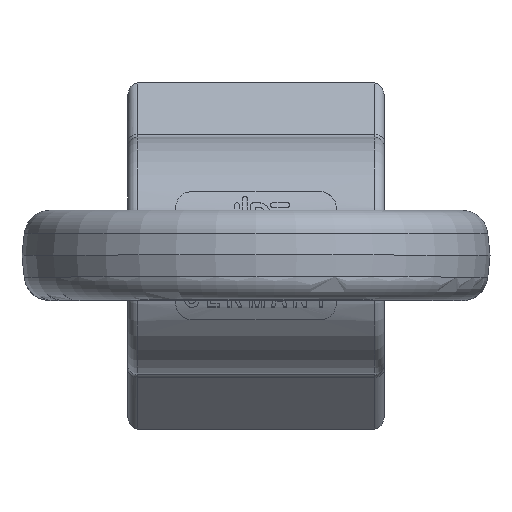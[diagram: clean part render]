
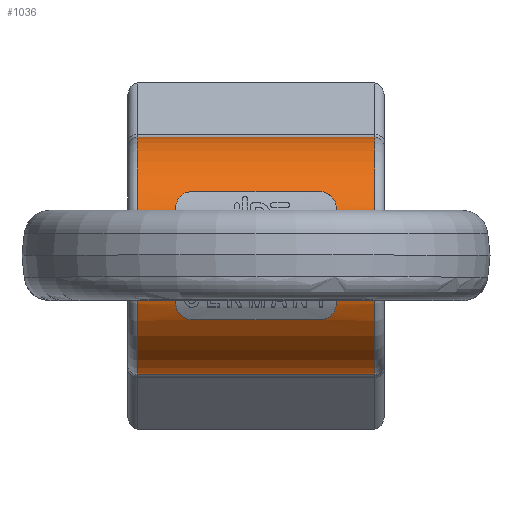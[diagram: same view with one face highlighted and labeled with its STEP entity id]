
A CAD part, top view. The second image highlights one B-rep face of the part: STEP entity #1036.
In plain terms, the highlighted cylindrical face has radius 37 mm (diameter 74 mm), a partial arc.
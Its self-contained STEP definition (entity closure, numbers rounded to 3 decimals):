
#1036=ADVANCED_FACE('',(#2151,#2152),#1527,.T.);
#1527=CYLINDRICAL_SURFACE('',#8636,37.);
#1615=B_SPLINE_CURVE_WITH_KNOTS('',3,(#11107,#11108,#11109,#11110,#11111,
#11112),.UNSPECIFIED.,.F.,.F.,(4,2,4),(0.,0.5,1.),.UNSPECIFIED.);
#1616=B_SPLINE_CURVE_WITH_KNOTS('',3,(#11117,#11118,#11119,#11120,#11121,
#11122),.UNSPECIFIED.,.F.,.F.,(4,2,4),(0.,0.5,1.),.UNSPECIFIED.);
#1617=B_SPLINE_CURVE_WITH_KNOTS('',3,(#11126,#11127,#11128,#11129,#11130,
#11131),.UNSPECIFIED.,.F.,.F.,(4,2,4),(0.,0.5,1.),.UNSPECIFIED.);
#1618=B_SPLINE_CURVE_WITH_KNOTS('',3,(#11135,#11136,#11137,#11138,#11139,
#11140),.UNSPECIFIED.,.F.,.F.,(4,2,4),(0.,0.5,1.),.UNSPECIFIED.);
#2151=FACE_BOUND('',#2193,.T.);
#2152=FACE_BOUND('',#2194,.T.);
#2193=EDGE_LOOP('',(#2912,#2913,#2914,#2915));
#2194=EDGE_LOOP('',(#2916,#2917,#2918,#2919,#2920,#2921,#2922,#2923));
#2718=CIRCLE('',#8632,37.);
#2719=CIRCLE('',#8633,37.);
#2720=CIRCLE('',#8634,37.);
#2721=CIRCLE('',#8635,37.);
#2912=ORIENTED_EDGE('',*,*,#6244,.T.);
#2913=ORIENTED_EDGE('',*,*,#6245,.T.);
#2914=ORIENTED_EDGE('',*,*,#6246,.T.);
#2915=ORIENTED_EDGE('',*,*,#6247,.T.);
#2916=ORIENTED_EDGE('',*,*,#6248,.F.);
#2917=ORIENTED_EDGE('',*,*,#6249,.F.);
#2918=ORIENTED_EDGE('',*,*,#6250,.F.);
#2919=ORIENTED_EDGE('',*,*,#6251,.F.);
#2920=ORIENTED_EDGE('',*,*,#6252,.F.);
#2921=ORIENTED_EDGE('',*,*,#6253,.F.);
#2922=ORIENTED_EDGE('',*,*,#6254,.F.);
#2923=ORIENTED_EDGE('',*,*,#6255,.F.);
#5438=VERTEX_POINT('',#11100);
#5439=VERTEX_POINT('',#11101);
#5440=VERTEX_POINT('',#11103);
#5441=VERTEX_POINT('',#11105);
#5442=VERTEX_POINT('',#11113);
#5443=VERTEX_POINT('',#11114);
#5444=VERTEX_POINT('',#11116);
#5445=VERTEX_POINT('',#11123);
#5446=VERTEX_POINT('',#11125);
#5447=VERTEX_POINT('',#11132);
#5448=VERTEX_POINT('',#11134);
#5449=VERTEX_POINT('',#11141);
#6244=EDGE_CURVE('',#5438,#5439,#7507,.T.);
#6245=EDGE_CURVE('',#5439,#5440,#2718,.T.);
#6246=EDGE_CURVE('',#5440,#5441,#7508,.T.);
#6247=EDGE_CURVE('',#5441,#5438,#2719,.T.);
#6248=EDGE_CURVE('',#5442,#5443,#1615,.T.);
#6249=EDGE_CURVE('',#5444,#5442,#7509,.T.);
#6250=EDGE_CURVE('',#5445,#5444,#1616,.T.);
#6251=EDGE_CURVE('',#5446,#5445,#2720,.T.);
#6252=EDGE_CURVE('',#5447,#5446,#1617,.T.);
#6253=EDGE_CURVE('',#5448,#5447,#7510,.T.);
#6254=EDGE_CURVE('',#5449,#5448,#1618,.T.);
#6255=EDGE_CURVE('',#5443,#5449,#2721,.T.);
#7507=LINE('',#11099,#8024);
#7508=LINE('',#11104,#8025);
#7509=LINE('',#11115,#8026);
#7510=LINE('',#11133,#8027);
#8024=VECTOR('',#9253,1.);
#8025=VECTOR('',#9256,1.);
#8026=VECTOR('',#9259,1.);
#8027=VECTOR('',#9262,1.);
#8632=AXIS2_PLACEMENT_3D('',#11102,#9254,#9255);
#8633=AXIS2_PLACEMENT_3D('',#11106,#9257,#9258);
#8634=AXIS2_PLACEMENT_3D('',#11124,#9260,#9261);
#8635=AXIS2_PLACEMENT_3D('',#11142,#9263,#9264);
#8636=AXIS2_PLACEMENT_3D('',#11143,#9265,#9266);
#9253=DIRECTION('',(-1.,0.,0.));
#9254=DIRECTION('',(1.,0.,0.));
#9255=DIRECTION('',(0.,0.,1.));
#9256=DIRECTION('',(1.,0.,0.));
#9257=DIRECTION('',(-1.,0.,0.));
#9258=DIRECTION('',(0.,0.,-1.));
#9259=DIRECTION('',(1.,0.,0.));
#9260=DIRECTION('',(1.,0.,0.));
#9261=DIRECTION('',(0.,1.,0.));
#9262=DIRECTION('',(-1.,0.,0.));
#9263=DIRECTION('',(-1.,0.,0.));
#9264=DIRECTION('',(0.,-1.,0.));
#9265=DIRECTION('',(-1.,0.,0.));
#9266=DIRECTION('',(0.,0.,1.));
#11099=CARTESIAN_POINT('',(0.,36.999,-0.265));
#11100=CARTESIAN_POINT('',(37.,36.999,-0.265));
#11101=CARTESIAN_POINT('',(-37.,36.999,-0.265));
#11102=CARTESIAN_POINT('',(-37.,0.,0.));
#11103=CARTESIAN_POINT('',(-37.,-36.999,-0.265));
#11104=CARTESIAN_POINT('',(0.,-36.999,-0.265));
#11105=CARTESIAN_POINT('',(37.,-36.999,-0.265));
#11106=CARTESIAN_POINT('',(37.,0.,0.));
#11107=CARTESIAN_POINT('',(20.,-20.,31.129));
#11108=CARTESIAN_POINT('',(21.41,-20.,31.129));
#11109=CARTESIAN_POINT('',(22.734,-19.38,31.537));
#11110=CARTESIAN_POINT('',(24.51,-17.513,32.61));
#11111=CARTESIAN_POINT('',(25.,-16.286,33.253));
#11112=CARTESIAN_POINT('',(25.,-15.,33.823));
#11113=CARTESIAN_POINT('',(20.,-20.,31.129));
#11114=CARTESIAN_POINT('',(25.,-15.,33.823));
#11115=CARTESIAN_POINT('',(0.,-20.,31.129));
#11116=CARTESIAN_POINT('',(-20.,-20.,31.129));
#11117=CARTESIAN_POINT('',(-25.,-15.,33.823));
#11118=CARTESIAN_POINT('',(-25.,-16.287,33.252));
#11119=CARTESIAN_POINT('',(-24.517,-17.505,32.615));
#11120=CARTESIAN_POINT('',(-22.732,-19.384,31.535));
#11121=CARTESIAN_POINT('',(-21.413,-20.,31.129));
#11122=CARTESIAN_POINT('',(-20.,-20.,31.129));
#11123=CARTESIAN_POINT('',(-25.,-15.,33.823));
#11124=CARTESIAN_POINT('',(-25.,0.,0.));
#11125=CARTESIAN_POINT('',(-25.,15.,33.823));
#11126=CARTESIAN_POINT('',(-20.,20.,31.129));
#11127=CARTESIAN_POINT('',(-21.41,20.,31.129));
#11128=CARTESIAN_POINT('',(-22.734,19.38,31.537));
#11129=CARTESIAN_POINT('',(-24.51,17.513,32.61));
#11130=CARTESIAN_POINT('',(-25.,16.286,33.253));
#11131=CARTESIAN_POINT('',(-25.,15.,33.823));
#11132=CARTESIAN_POINT('',(-20.,20.,31.129));
#11133=CARTESIAN_POINT('',(0.,20.,31.129));
#11134=CARTESIAN_POINT('',(20.,20.,31.129));
#11135=CARTESIAN_POINT('',(25.,15.,33.823));
#11136=CARTESIAN_POINT('',(25.,16.287,33.252));
#11137=CARTESIAN_POINT('',(24.517,17.505,32.615));
#11138=CARTESIAN_POINT('',(22.732,19.384,31.535));
#11139=CARTESIAN_POINT('',(21.413,20.,31.129));
#11140=CARTESIAN_POINT('',(20.,20.,31.129));
#11141=CARTESIAN_POINT('',(25.,15.,33.823));
#11142=CARTESIAN_POINT('',(25.,0.,0.));
#11143=CARTESIAN_POINT('',(0.,0.,0.));
